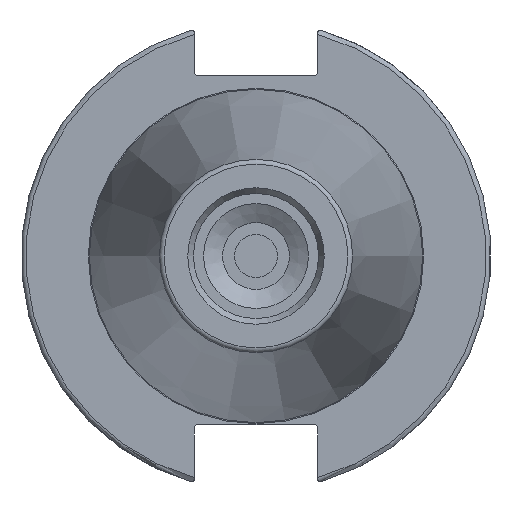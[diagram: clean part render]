
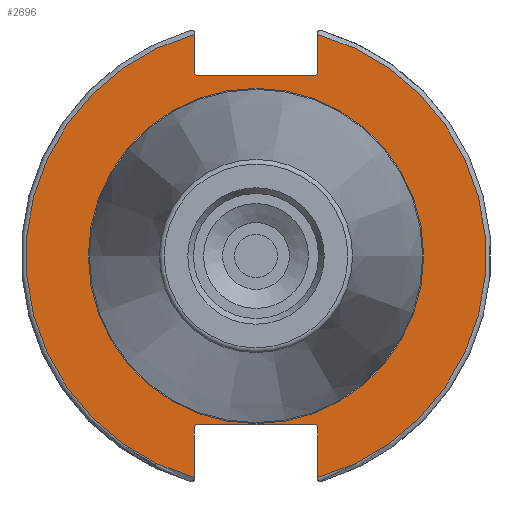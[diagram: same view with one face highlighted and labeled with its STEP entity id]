
A CAD part, left-side view. The second image highlights one B-rep face of the part: STEP entity #2696.
In plain terms, the highlighted planar face has unit normal (-1, 0, 0).
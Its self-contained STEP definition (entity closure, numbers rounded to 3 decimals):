
#435=FACE_BOUND('',#702,.T.);
#453=PLANE('',#3075);
#544=FACE_OUTER_BOUND('',#701,.T.);
#701=EDGE_LOOP('',(#1997,#1998,#1999,#2000,#2001,#2002,#2003,#2004,#2005,
#2006,#2007,#2008));
#702=EDGE_LOOP('',(#2009));
#867=LINE('',#4347,#1064);
#868=LINE('',#4349,#1065);
#869=LINE('',#4351,#1066);
#870=LINE('',#4353,#1067);
#871=LINE('',#4355,#1068);
#872=LINE('',#4359,#1069);
#873=LINE('',#4361,#1070);
#874=LINE('',#4363,#1071);
#875=LINE('',#4365,#1072);
#876=LINE('',#4366,#1073);
#1064=VECTOR('',#3475,10.);
#1065=VECTOR('',#3476,10.);
#1066=VECTOR('',#3477,10.);
#1067=VECTOR('',#3478,10.);
#1068=VECTOR('',#3479,10.);
#1069=VECTOR('',#3482,10.);
#1070=VECTOR('',#3483,10.);
#1071=VECTOR('',#3484,10.);
#1072=VECTOR('',#3485,10.);
#1073=VECTOR('',#3486,10.);
#1261=CIRCLE('',#3073,35.125);
#1263=CIRCLE('',#3076,48.213);
#1264=CIRCLE('',#3077,48.213);
#1382=VERTEX_POINT('',#4338);
#1383=VERTEX_POINT('',#4343);
#1384=VERTEX_POINT('',#4344);
#1385=VERTEX_POINT('',#4346);
#1386=VERTEX_POINT('',#4348);
#1387=VERTEX_POINT('',#4350);
#1388=VERTEX_POINT('',#4352);
#1389=VERTEX_POINT('',#4354);
#1390=VERTEX_POINT('',#4356);
#1391=VERTEX_POINT('',#4358);
#1392=VERTEX_POINT('',#4360);
#1393=VERTEX_POINT('',#4362);
#1394=VERTEX_POINT('',#4364);
#1619=EDGE_CURVE('',#1382,#1382,#1261,.T.);
#1621=EDGE_CURVE('',#1383,#1384,#1263,.T.);
#1622=EDGE_CURVE('',#1383,#1385,#867,.T.);
#1623=EDGE_CURVE('',#1386,#1385,#868,.T.);
#1624=EDGE_CURVE('',#1386,#1387,#869,.T.);
#1625=EDGE_CURVE('',#1388,#1387,#870,.T.);
#1626=EDGE_CURVE('',#1388,#1389,#871,.T.);
#1627=EDGE_CURVE('',#1390,#1389,#1264,.T.);
#1628=EDGE_CURVE('',#1390,#1391,#872,.T.);
#1629=EDGE_CURVE('',#1392,#1391,#873,.T.);
#1630=EDGE_CURVE('',#1392,#1393,#874,.T.);
#1631=EDGE_CURVE('',#1394,#1393,#875,.T.);
#1632=EDGE_CURVE('',#1394,#1384,#876,.T.);
#1997=ORIENTED_EDGE('',*,*,#1621,.F.);
#1998=ORIENTED_EDGE('',*,*,#1622,.T.);
#1999=ORIENTED_EDGE('',*,*,#1623,.F.);
#2000=ORIENTED_EDGE('',*,*,#1624,.T.);
#2001=ORIENTED_EDGE('',*,*,#1625,.F.);
#2002=ORIENTED_EDGE('',*,*,#1626,.T.);
#2003=ORIENTED_EDGE('',*,*,#1627,.F.);
#2004=ORIENTED_EDGE('',*,*,#1628,.T.);
#2005=ORIENTED_EDGE('',*,*,#1629,.F.);
#2006=ORIENTED_EDGE('',*,*,#1630,.T.);
#2007=ORIENTED_EDGE('',*,*,#1631,.F.);
#2008=ORIENTED_EDGE('',*,*,#1632,.T.);
#2009=ORIENTED_EDGE('',*,*,#1619,.F.);
#2696=ADVANCED_FACE('',(#544,#435),#453,.T.);
#3073=AXIS2_PLACEMENT_3D('',#4340,#3467,#3468);
#3075=AXIS2_PLACEMENT_3D('',#4342,#3471,#3472);
#3076=AXIS2_PLACEMENT_3D('',#4345,#3473,#3474);
#3077=AXIS2_PLACEMENT_3D('',#4357,#3480,#3481);
#3467=DIRECTION('center_axis',(-1.,0.,0.));
#3468=DIRECTION('ref_axis',(0.,-1.,0.));
#3471=DIRECTION('center_axis',(-1.,0.,0.));
#3472=DIRECTION('ref_axis',(0.,0.,1.));
#3473=DIRECTION('center_axis',(1.,0.,0.));
#3474=DIRECTION('ref_axis',(0.,-1.,0.));
#3475=DIRECTION('',(0.,0.,-1.));
#3476=DIRECTION('',(0.,-0.707,0.707));
#3477=DIRECTION('',(0.,1.,0.));
#3478=DIRECTION('',(0.,-0.707,-0.707));
#3479=DIRECTION('',(0.,0.,1.));
#3480=DIRECTION('center_axis',(1.,0.,0.));
#3481=DIRECTION('ref_axis',(0.,1.,0.));
#3482=DIRECTION('',(0.,0.,1.));
#3483=DIRECTION('',(0.,0.707,-0.707));
#3484=DIRECTION('',(0.,-1.,0.));
#3485=DIRECTION('',(0.,0.707,0.707));
#3486=DIRECTION('',(0.,0.,-1.));
#4338=CARTESIAN_POINT('',(3.175,0.,35.125));
#4340=CARTESIAN_POINT('Origin',(3.175,0.,0.));
#4342=CARTESIAN_POINT('Origin',(3.175,49.213,0.));
#4343=CARTESIAN_POINT('',(3.175,-12.95,46.441));
#4344=CARTESIAN_POINT('',(3.175,-12.95,-46.441));
#4345=CARTESIAN_POINT('Origin',(3.175,0.,0.));
#4346=CARTESIAN_POINT('',(3.175,-12.95,38.219));
#4347=CARTESIAN_POINT('',(3.175,-12.95,18.86));
#4348=CARTESIAN_POINT('',(3.175,-12.45,37.719));
#4349=CARTESIAN_POINT('',(3.175,12.27,12.999));
#4350=CARTESIAN_POINT('',(3.175,12.45,37.719));
#4351=CARTESIAN_POINT('',(3.175,24.606,37.719));
#4352=CARTESIAN_POINT('',(3.175,12.95,38.219));
#4353=CARTESIAN_POINT('',(3.175,12.336,37.605));
#4354=CARTESIAN_POINT('',(3.175,12.95,46.441));
#4355=CARTESIAN_POINT('',(3.175,12.95,18.86));
#4356=CARTESIAN_POINT('',(3.175,12.95,-46.441));
#4357=CARTESIAN_POINT('Origin',(3.175,0.,0.));
#4358=CARTESIAN_POINT('',(3.175,12.95,-35.806));
#4359=CARTESIAN_POINT('',(3.175,12.95,-17.653));
#4360=CARTESIAN_POINT('',(3.175,12.45,-35.306));
#4361=CARTESIAN_POINT('',(3.175,12.939,-35.795));
#4362=CARTESIAN_POINT('',(3.175,-12.45,-35.306));
#4363=CARTESIAN_POINT('',(3.175,24.606,-35.306));
#4364=CARTESIAN_POINT('',(3.175,-12.95,-35.806));
#4365=CARTESIAN_POINT('',(3.175,11.667,-11.189));
#4366=CARTESIAN_POINT('',(3.175,-12.95,-17.653));
